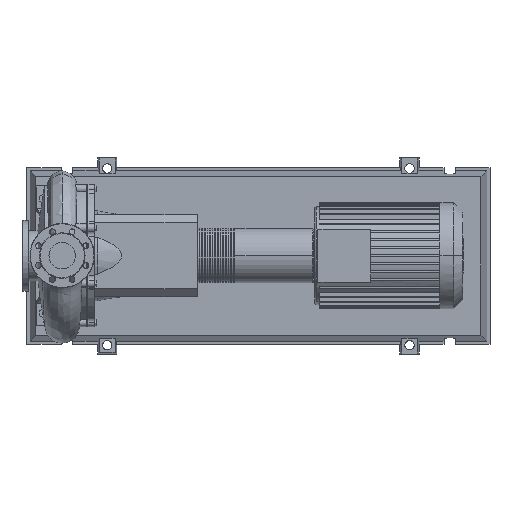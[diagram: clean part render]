
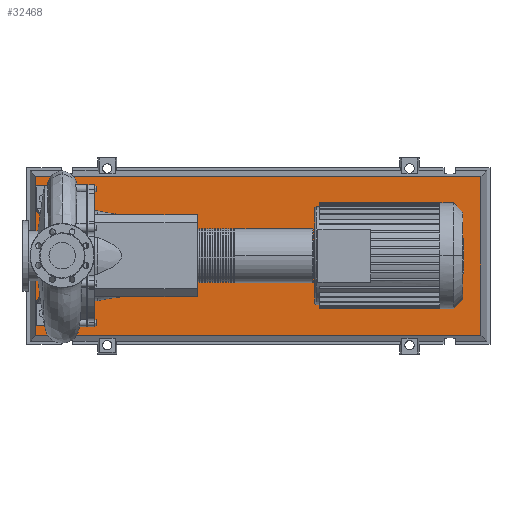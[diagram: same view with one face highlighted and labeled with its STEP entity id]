
A CAD part, top view. The second image highlights one B-rep face of the part: STEP entity #32468.
In plain terms, the highlighted planar face has unit normal (0, 0, 1).
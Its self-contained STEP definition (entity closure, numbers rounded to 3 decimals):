
#28635=CARTESIAN_POINT('',(1301.732,-246.732,103.0));
#28636=VERTEX_POINT('',#28635);
#28643=CARTESIAN_POINT('',(-81.732,-246.732,103.0));
#28644=VERTEX_POINT('',#28643);
#28645=CARTESIAN_POINT('',(1301.732,-246.732,103.0));
#28646=DIRECTION('',(-1.0,0.0,0.0));
#28647=VECTOR('',#28646,1383.465);
#28648=LINE('',#28645,#28647);
#28649=EDGE_CURVE('',#28636,#28644,#28648,.T.);
#32381=CARTESIAN_POINT('',(1301.732,246.732,103.0));
#32382=VERTEX_POINT('',#32381);
#32383=CARTESIAN_POINT('',(1301.732,246.732,103.0));
#32384=DIRECTION('',(0.0,-1.0,0.0));
#32385=VECTOR('',#32384,493.465);
#32386=LINE('',#32383,#32385);
#32387=EDGE_CURVE('',#32382,#28636,#32386,.T.);
#32405=CARTESIAN_POINT('',(-81.732,246.732,103.0));
#32406=VERTEX_POINT('',#32405);
#32407=CARTESIAN_POINT('',(-81.732,-246.732,103.0));
#32408=DIRECTION('',(0.0,1.0,0.0));
#32409=VECTOR('',#32408,493.465);
#32410=LINE('',#32407,#32409);
#32411=EDGE_CURVE('',#28644,#32406,#32410,.T.);
#32444=CARTESIAN_POINT('',(-81.732,246.732,103.0));
#32445=DIRECTION('',(1.0,0.0,0.0));
#32446=VECTOR('',#32445,1383.465);
#32447=LINE('',#32444,#32446);
#32448=EDGE_CURVE('',#32406,#32382,#32447,.T.);
#32457=CARTESIAN_POINT('',(610.,0.0,103.0));
#32458=DIRECTION('',(0.0,0.0,1.0));
#32459=DIRECTION('',(1.0,0.0,0.0));
#32460=AXIS2_PLACEMENT_3D('',#32457,#32458,#32459);
#32461=PLANE('',#32460);
#32462=ORIENTED_EDGE('',*,*,#32387,.F.);
#32463=ORIENTED_EDGE('',*,*,#32448,.F.);
#32464=ORIENTED_EDGE('',*,*,#32411,.F.);
#32465=ORIENTED_EDGE('',*,*,#28649,.F.);
#32466=EDGE_LOOP('',(#32462,#32463,#32464,#32465));
#32467=FACE_OUTER_BOUND('',#32466,.T.);
#32468=ADVANCED_FACE('',(#32467),#32461,.T.);
